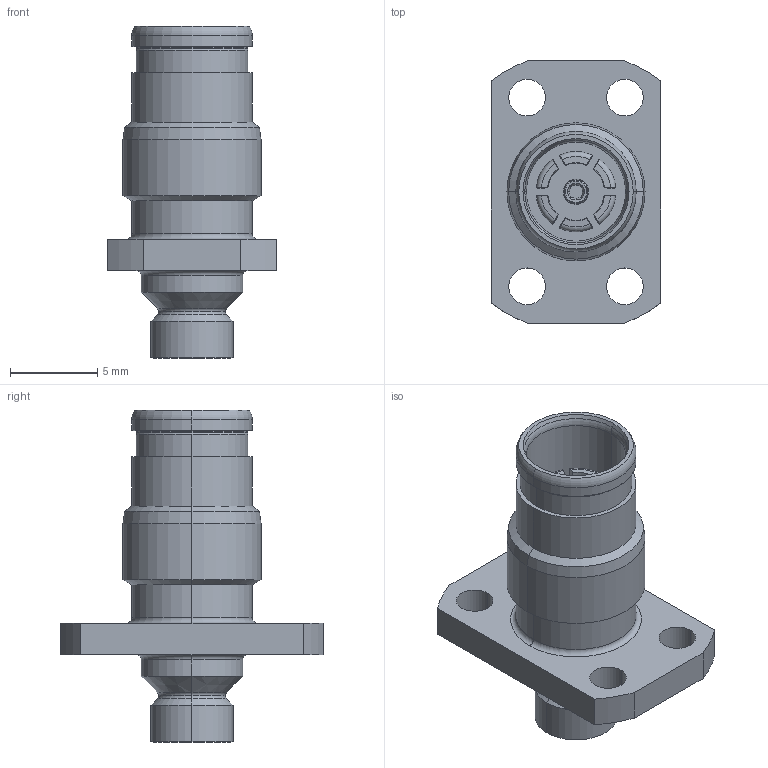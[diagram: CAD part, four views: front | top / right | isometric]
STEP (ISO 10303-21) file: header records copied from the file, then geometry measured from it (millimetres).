
FILE_DESCRIPTION (( 'STEP AP214' ), '1' );
FILE_NAME ('J01481A0001.STEP', '2019-10-15T12:36:36', ( '' ), ( '' ), 'SwSTEP 2.0', 'SolidWorks 2018', '' );
FILE_SCHEMA (( 'AUTOMOTIVE_DESIGN' ));
Length unit declared in the file: millimetre
Products named in the file (1): J01481A0001
Bounding box: 9.7 x 15 x 19 mm (x, y, z)
Volume: 704.8 mm3; surface area: 878.8 mm2
Topology: 1 solids, 1 shells, 201 faces, 497 edges, 314 vertices
Faces by surface type: cylinder 61, cone 50, torus 48, plane 42
Entity records: 8440 total; most frequent: CARTESIAN_POINT 1541, ORIENTED_EDGE 994, DIRECTION 983, EDGE_CURVE 497, AXIS2_PLACEMENT_3D 408, VERTEX_POINT 314, EDGE_LOOP 225, CIRCLE 206
